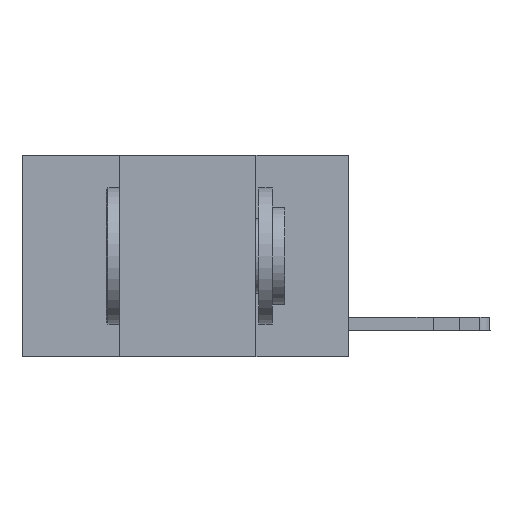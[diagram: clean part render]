
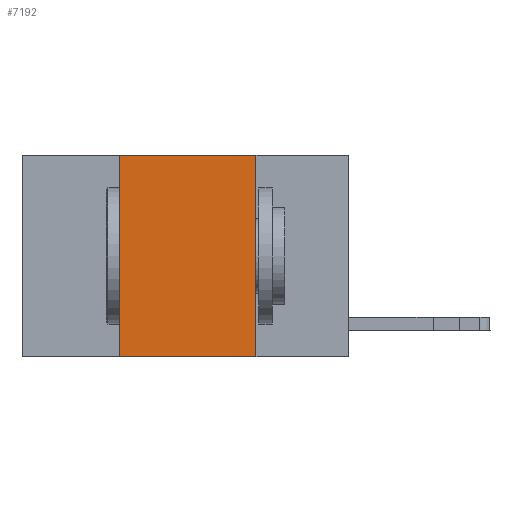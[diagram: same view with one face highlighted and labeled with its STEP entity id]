
A CAD part, left-side view. The second image highlights one B-rep face of the part: STEP entity #7192.
In plain terms, the highlighted planar face has unit normal (-1, 0, 0).
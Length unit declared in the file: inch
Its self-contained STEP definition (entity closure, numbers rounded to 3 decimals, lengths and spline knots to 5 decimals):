
#128 = ORIENTED_EDGE ( 'NONE', *, *, #1251, .F. ) ;
#305 = EDGE_CURVE ( 'NONE', #11097, #13899, #15958, .T. ) ;
#635 = CARTESIAN_POINT ( 'NONE',  ( 0., 0.17, 0. ) ) ;
#1251 = EDGE_CURVE ( 'NONE', #8631, #11097, #4732, .T. ) ;
#1527 = EDGE_CURVE ( 'NONE', #8631, #13407, #10682, .T. ) ;
#1544 = PLANE ( 'NONE',  #7282 ) ;
#2181 = ORIENTED_EDGE ( 'NONE', *, *, #4535, .F. ) ;
#4387 = DIRECTION ( 'NONE',  ( 0., -1., 0. ) ) ;
#4535 = EDGE_CURVE ( 'NONE', #13899, #13407, #10763, .T. ) ;
#4732 = LINE ( 'NONE', #9768, #5162 ) ;
#5162 = VECTOR ( 'NONE', #10102, 39.37008 ) ;
#5748 = VECTOR ( 'NONE', #4387, 39.37008 ) ;
#6358 = DIRECTION ( 'NONE',  ( 1., 0., 0. ) ) ;
#6445 = FACE_OUTER_BOUND ( 'NONE', #15000, .T. ) ;
#6591 = CARTESIAN_POINT ( 'NONE',  ( 0., 0.6, 0. ) ) ;
#6882 = CARTESIAN_POINT ( 'NONE',  ( 0., 0.6, 0. ) ) ;
#7185 = CARTESIAN_POINT ( 'NONE',  ( 0., 0.42, -0.37 ) ) ;
#7192 = ADVANCED_FACE ( 'NONE', ( #6445 ), #1544, .F. ) ;
#7282 = AXIS2_PLACEMENT_3D ( 'NONE', #6591, #6358, #11472 ) ;
#8631 = VERTEX_POINT ( 'NONE', #7185 ) ;
#8705 = CARTESIAN_POINT ( 'NONE',  ( 0., 0.42, 0. ) ) ;
#9607 = VECTOR ( 'NONE', #10843, 39.37008 ) ;
#9768 = CARTESIAN_POINT ( 'NONE',  ( 0., 0.42, 0. ) ) ;
#10102 = DIRECTION ( 'NONE',  ( 0., 0., 1. ) ) ;
#10679 = DIRECTION ( 'NONE',  ( 0., -1., 0. ) ) ;
#10682 = LINE ( 'NONE', #15871, #5748 ) ;
#10763 = LINE ( 'NONE', #635, #9607 ) ;
#10769 = CARTESIAN_POINT ( 'NONE',  ( 0., 0.17, 0. ) ) ;
#10843 = DIRECTION ( 'NONE',  ( 0., 0., -1. ) ) ;
#11097 = VERTEX_POINT ( 'NONE', #8705 ) ;
#11472 = DIRECTION ( 'NONE',  ( 0., 0., -1. ) ) ;
#12278 = ORIENTED_EDGE ( 'NONE', *, *, #305, .F. ) ;
#13407 = VERTEX_POINT ( 'NONE', #15330 ) ;
#13815 = ORIENTED_EDGE ( 'NONE', *, *, #1527, .T. ) ;
#13899 = VERTEX_POINT ( 'NONE', #10769 ) ;
#14541 = VECTOR ( 'NONE', #10679, 39.37008 ) ;
#15000 = EDGE_LOOP ( 'NONE', ( #2181, #12278, #128, #13815 ) ) ;
#15330 = CARTESIAN_POINT ( 'NONE',  ( 0., 0.17, -0.37 ) ) ;
#15871 = CARTESIAN_POINT ( 'NONE',  ( 0., 0.6, -0.37 ) ) ;
#15958 = LINE ( 'NONE', #6882, #14541 ) ;
